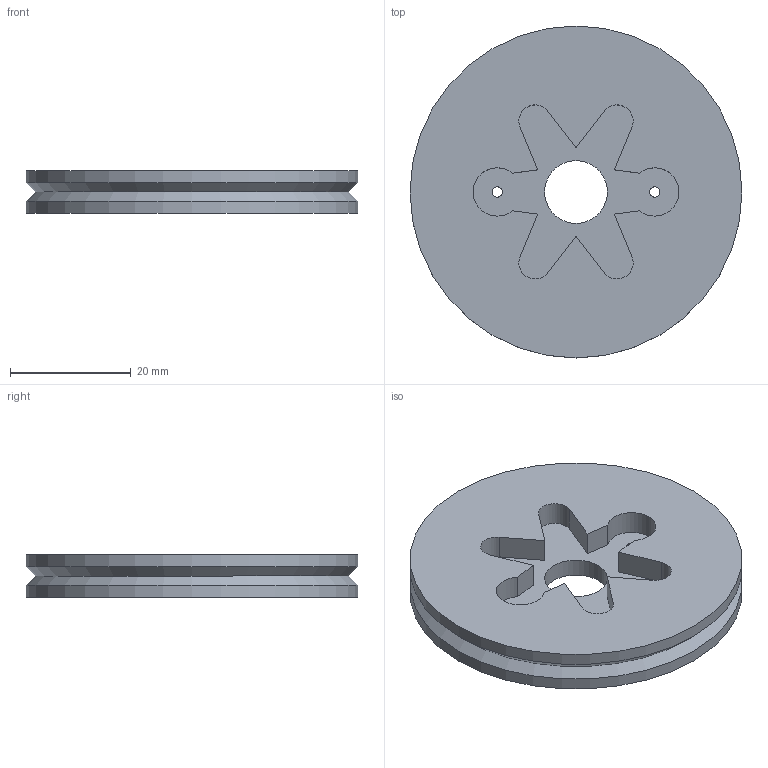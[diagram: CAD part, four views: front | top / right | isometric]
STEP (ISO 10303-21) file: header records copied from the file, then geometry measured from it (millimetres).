
FILE_DESCRIPTION(('FreeCAD Model'),'2;1');
FILE_NAME('renacuajo-wheel-6-arms-horn.stp','2014-09-14T10:51:55',('FreeCAD'),('FreeCAD'), 'Open CASCADE STEP processor 6.7','FreeCAD','Unknown');
FILE_SCHEMA(('AUTOMOTIVE_DESIGN_CC2 { 1 2 10303 214 -1 1 5 4 }'));
Length unit declared in the file: millimetre
Products named in the file (1): Renacuajo-wheel-6-arms-horn-final
Bounding box: 55 x 55 x 7 mm (x, y, z)
Volume: 13931.5 mm3; surface area: 6685 mm2
Topology: 1 solids, 1 shells, 34 faces, 90 edges, 59 vertices
Faces by surface type: cylinder 17, plane 15, cone 2
Full cylindrical faces by diameter (mm): 1.7 x2, 10.4 x1, 55 x2
Entity records: 2254 total; most frequent: CARTESIAN_POINT 468, DIRECTION 321, ORIENTED_EDGE 180, PCURVE 180, DEFINITIONAL_REPRESENTATION 180, LINE 159, VECTOR 159, EDGE_CURVE 90
